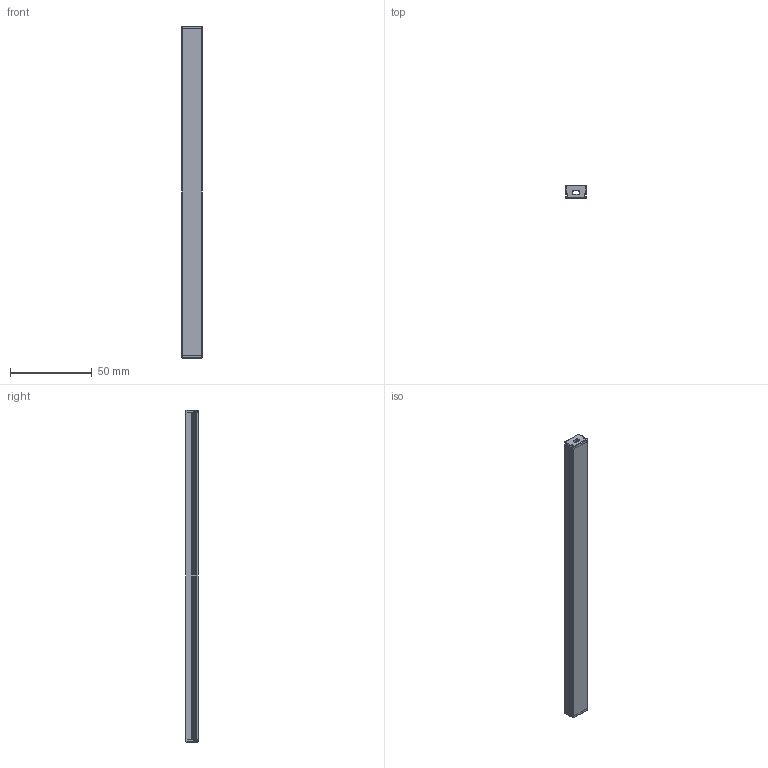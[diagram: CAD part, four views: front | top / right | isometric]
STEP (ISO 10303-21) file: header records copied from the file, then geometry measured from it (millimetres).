
FILE_DESCRIPTION((''),'2;1');
FILE_NAME('AP010_ASM','2020-08-25T',('Administrator'),(''),'PRO/ENGINEER BY PARAMETRIC TECHNOLOGY CORPORATION, 2011310','PRO/ENGINEER BY PARAMETRIC TECHNOLOGY CORPORATION, 2011310','');
FILE_SCHEMA(('AUTOMOTIVE_DESIGN_CC2 { 1 2 10303 214 -1 1 5 2 }'));
Length unit declared in the file: millimetre
Products named in the file (4): AP010-BASE; AP010-DIFFUSE; AP010-ENDCAP; AP010_ASM
Assembly tree (4 placements, depth 2):
  AP010_ASM
    AP010-BASE
    AP010-DIFFUSE
    AP010-ENDCAP  x2
Bounding box: 12.4 x 7.8 x 203.3 mm (x, y, z)
Volume: 10500.9 mm3; surface area: 19759.6 mm2
Topology: 4 solids, 4 shells, 258 faces, 674 edges, 428 vertices
Faces by surface type: cylinder 122, plane 112, sphere 12, torus 8, bspline 4
Entity records: 7082 total; most frequent: CARTESIAN_POINT 1102, DIRECTION 982, ORIENTED_EDGE 932, PRESENTATION_STYLE_ASSIGNMENT 469, STYLED_ITEM 469, CURVE_STYLE 466, EDGE_CURVE 466, AXIS2_PLACEMENT_3D 342
